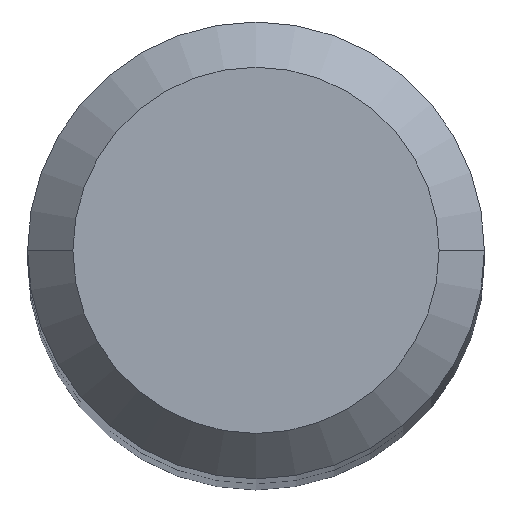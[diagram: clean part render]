
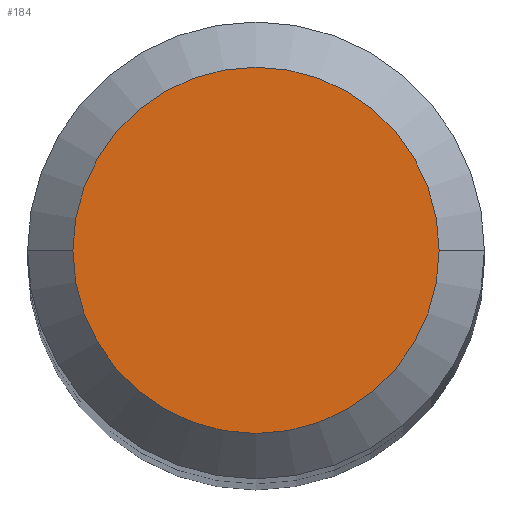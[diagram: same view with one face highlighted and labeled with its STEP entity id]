
A CAD part, top view. The second image highlights one B-rep face of the part: STEP entity #184.
In plain terms, the highlighted planar face has unit normal (0, 0, 1).
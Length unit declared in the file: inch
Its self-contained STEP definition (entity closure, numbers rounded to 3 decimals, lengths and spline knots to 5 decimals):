
#36 = AXIS2_PLACEMENT_3D ( 'NONE', #321, #113, #185 ) ;
#37 = CARTESIAN_POINT ( 'NONE',  ( -0.12625, 0., 0. ) ) ;
#38 = FACE_OUTER_BOUND ( 'NONE', #247, .T. ) ;
#45 = PLANE ( 'NONE',  #212 ) ;
#51 = ORIENTED_EDGE ( 'NONE', *, *, #117, .T. ) ;
#83 = CARTESIAN_POINT ( 'NONE',  ( 0.12625, 0., 0. ) ) ;
#113 = DIRECTION ( 'NONE',  ( 0., 0., 1. ) ) ;
#117 = EDGE_CURVE ( 'NONE', #382, #136, #221, .T. ) ;
#121 = DIRECTION ( 'NONE',  ( 0., 0., 1. ) ) ;
#122 = CIRCLE ( 'NONE', #237, 0.12625 ) ;
#136 = VERTEX_POINT ( 'NONE', #37 ) ;
#142 = EDGE_CURVE ( 'NONE', #136, #382, #122, .T. ) ;
#173 = DIRECTION ( 'NONE',  ( -1., 0., 0. ) ) ;
#184 = ADVANCED_FACE ( 'NONE', ( #38 ), #45, .F. ) ;
#185 = DIRECTION ( 'NONE',  ( 1., 0., 0. ) ) ;
#199 = CARTESIAN_POINT ( 'NONE',  ( 0., 0., 0. ) ) ;
#212 = AXIS2_PLACEMENT_3D ( 'NONE', #199, #263, #173 ) ;
#221 = CIRCLE ( 'NONE', #36, 0.12625 ) ;
#237 = AXIS2_PLACEMENT_3D ( 'NONE', #295, #121, #324 ) ;
#247 = EDGE_LOOP ( 'NONE', ( #254, #51 ) ) ;
#254 = ORIENTED_EDGE ( 'NONE', *, *, #142, .T. ) ;
#263 = DIRECTION ( 'NONE',  ( 0., 0., -1. ) ) ;
#295 = CARTESIAN_POINT ( 'NONE',  ( 0., 0., 0. ) ) ;
#321 = CARTESIAN_POINT ( 'NONE',  ( 0., 0., 0. ) ) ;
#324 = DIRECTION ( 'NONE',  ( 1., 0., 0. ) ) ;
#382 = VERTEX_POINT ( 'NONE', #83 ) ;
